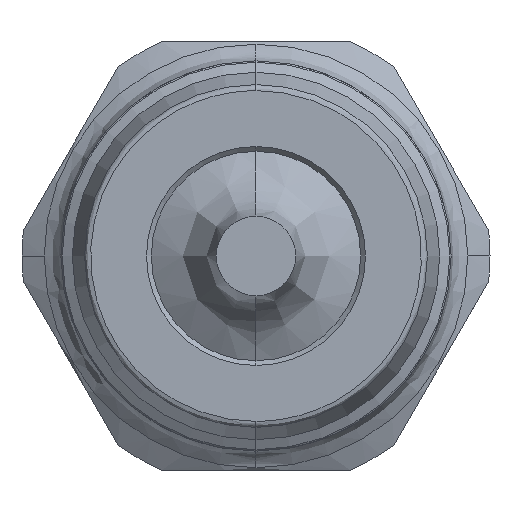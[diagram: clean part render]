
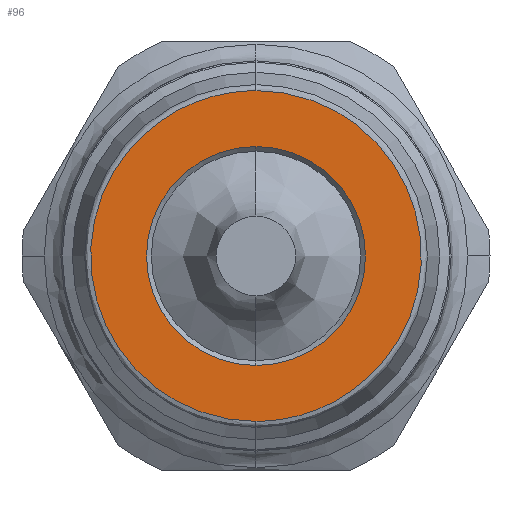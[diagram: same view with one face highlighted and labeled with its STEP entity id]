
A CAD part, left-side view. The second image highlights one B-rep face of the part: STEP entity #96.
In plain terms, the highlighted planar face has unit normal (-1, 0, 0).
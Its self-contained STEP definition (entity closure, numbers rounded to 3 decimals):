
#96 = ADVANCED_FACE ( 'NONE', ( #602, #603 ), #1621, .T. ) ;
#140 = EDGE_CURVE ( 'NONE', #1161, #1151, #672, .T. ) ;
#147 = EDGE_CURVE ( 'NONE', #1151, #1161, #681, .T. ) ;
#152 = EDGE_CURVE ( 'NONE', #1145, #1129, #1337, .T. ) ;
#191 = AXIS2_PLACEMENT_3D ( 'NONE', #1366, #1365, #1362 ) ;
#195 = AXIS2_PLACEMENT_3D ( 'NONE', #1391, #1390, #1389 ) ;
#291 = EDGE_LOOP ( 'NONE', ( #455, #453 ) ) ;
#293 = EDGE_LOOP ( 'NONE', ( #451, #450 ) ) ;
#450 = ORIENTED_EDGE ( 'NONE', *, *, #1646, .F. ) ;
#451 = ORIENTED_EDGE ( 'NONE', *, *, #152, .F. ) ;
#453 = ORIENTED_EDGE ( 'NONE', *, *, #147, .T. ) ;
#455 = ORIENTED_EDGE ( 'NONE', *, *, #140, .T. ) ;
#602 = FACE_BOUND ( 'NONE', #291, .T. ) ;
#603 = FACE_OUTER_BOUND ( 'NONE', #293, .T. ) ;
#672 = CIRCLE ( 'NONE', #195, 6.9 ) ;
#681 = CIRCLE ( 'NONE', #191, 6.9 ) ;
#808 = AXIS2_PLACEMENT_3D ( 'NONE', #1625, #1624, #1353 ) ;
#886 = CARTESIAN_POINT ( 'NONE',  ( -41.5, 0., 6.9 ) ) ;
#910 = CARTESIAN_POINT ( 'NONE',  ( -41.5, 0., -10.423 ) ) ;
#912 = CARTESIAN_POINT ( 'NONE',  ( -41.5, -20.847, -10.423 ) ) ;
#913 = CARTESIAN_POINT ( 'NONE',  ( -41.5, -20.847, 10.423 ) ) ;
#914 = CARTESIAN_POINT ( 'NONE',  ( -41.5, 0., 10.423 ) ) ;
#925 = CARTESIAN_POINT ( 'NONE',  ( -41.5, 0., -6.9 ) ) ;
#947 = CARTESIAN_POINT ( 'NONE',  ( -41.5, 0., -10.423 ) ) ;
#1129 = VERTEX_POINT ( 'NONE', #1713 ) ;
#1145 = VERTEX_POINT ( 'NONE', #947 ) ;
#1151 = VERTEX_POINT ( 'NONE', #925 ) ;
#1161 = VERTEX_POINT ( 'NONE', #886 ) ;
#1335 =( BOUNDED_CURVE ( )  B_SPLINE_CURVE ( 3, ( #914, #913, #912, #910 ),
 .UNSPECIFIED., .F., .T. ) 
 B_SPLINE_CURVE_WITH_KNOTS ( ( 4, 4 ),
 ( 0., 1. ),
 .UNSPECIFIED. ) 
 CURVE ( )  GEOMETRIC_REPRESENTATION_ITEM ( )  RATIONAL_B_SPLINE_CURVE ( ( 1., 0.333, 0.333, 1. ) ) 
 REPRESENTATION_ITEM ( '' )  );
#1337 =( BOUNDED_CURVE ( )  B_SPLINE_CURVE ( 3, ( #1471, #1473, #1464, #1465 ),
 .UNSPECIFIED., .F., .T. ) 
 B_SPLINE_CURVE_WITH_KNOTS ( ( 4, 4 ),
 ( 0., 1. ),
 .UNSPECIFIED. ) 
 CURVE ( )  GEOMETRIC_REPRESENTATION_ITEM ( )  RATIONAL_B_SPLINE_CURVE ( ( 1., 0.333, 0.333, 1. ) ) 
 REPRESENTATION_ITEM ( '' )  );
#1353 = DIRECTION ( 'NONE',  ( 0., 0., 1. ) ) ;
#1362 = DIRECTION ( 'NONE',  ( 0., 0., 1. ) ) ;
#1365 = DIRECTION ( 'NONE',  ( 1., 0., 0. ) ) ;
#1366 = CARTESIAN_POINT ( 'NONE',  ( -41.5, 0., 0. ) ) ;
#1389 = DIRECTION ( 'NONE',  ( 0., 0., 1. ) ) ;
#1390 = DIRECTION ( 'NONE',  ( 1., 0., 0. ) ) ;
#1391 = CARTESIAN_POINT ( 'NONE',  ( -41.5, 0., 0. ) ) ;
#1464 = CARTESIAN_POINT ( 'NONE',  ( -41.5, 20.847, 10.423 ) ) ;
#1465 = CARTESIAN_POINT ( 'NONE',  ( -41.5, 0., 10.423 ) ) ;
#1471 = CARTESIAN_POINT ( 'NONE',  ( -41.5, 0., -10.423 ) ) ;
#1473 = CARTESIAN_POINT ( 'NONE',  ( -41.5, 20.847, -10.423 ) ) ;
#1621 = PLANE ( 'NONE',  #808 ) ;
#1624 = DIRECTION ( 'NONE',  ( -1., 0., 0. ) ) ;
#1625 = CARTESIAN_POINT ( 'NONE',  ( -41.5, -31.523, 0. ) ) ;
#1646 = EDGE_CURVE ( 'NONE', #1129, #1145, #1335, .T. ) ;
#1713 = CARTESIAN_POINT ( 'NONE',  ( -41.5, 0., 10.423 ) ) ;
